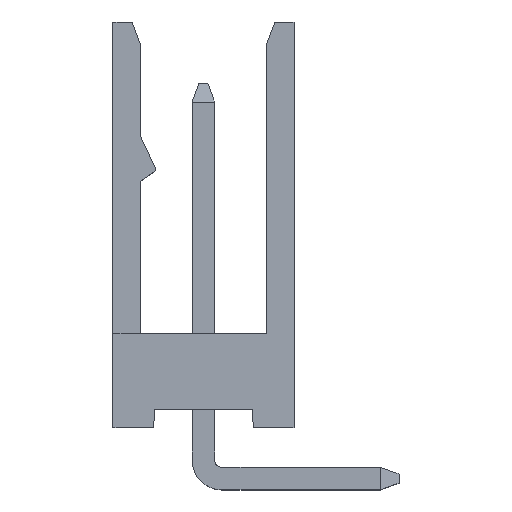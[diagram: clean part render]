
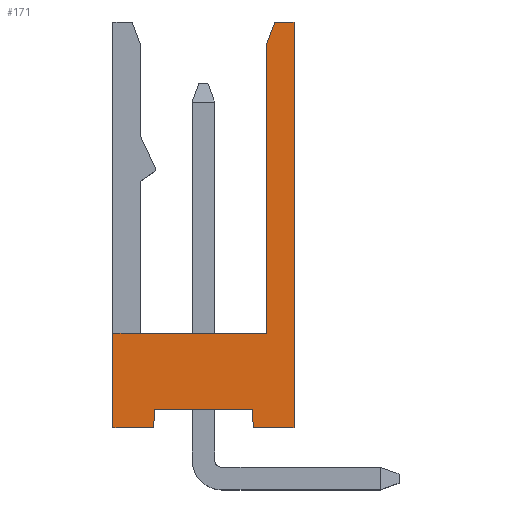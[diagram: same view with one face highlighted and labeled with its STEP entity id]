
A CAD part, top view. The second image highlights one B-rep face of the part: STEP entity #171.
In plain terms, the highlighted planar face has unit normal (0, 0, 1).
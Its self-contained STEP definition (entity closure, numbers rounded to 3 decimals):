
#171=ADVANCED_FACE('',(#336),#2842,.T.);
#336=FACE_OUTER_BOUND('',#501,.T.);
#501=EDGE_LOOP('',(#1374,#1375,#1376,#1377,#1378,#1379,#1380,#1381,#1382,
#1383,#1384));
#1374=ORIENTED_EDGE('',*,*,#1887,.F.);
#1375=ORIENTED_EDGE('',*,*,#1898,.F.);
#1376=ORIENTED_EDGE('',*,*,#1907,.F.);
#1377=ORIENTED_EDGE('',*,*,#1871,.T.);
#1378=ORIENTED_EDGE('',*,*,#1904,.F.);
#1379=ORIENTED_EDGE('',*,*,#1899,.F.);
#1380=ORIENTED_EDGE('',*,*,#1889,.F.);
#1381=ORIENTED_EDGE('',*,*,#1897,.F.);
#1382=ORIENTED_EDGE('',*,*,#1896,.T.);
#1383=ORIENTED_EDGE('',*,*,#1892,.T.);
#1384=ORIENTED_EDGE('',*,*,#1876,.T.);
#1871=EDGE_CURVE('',#2673,#2672,#2342,.T.);
#1876=EDGE_CURVE('',#2678,#2677,#2347,.T.);
#1887=EDGE_CURVE('',#2683,#2677,#2358,.T.);
#1889=EDGE_CURVE('',#2684,#2685,#2360,.T.);
#1892=EDGE_CURVE('',#2687,#2678,#2363,.T.);
#1896=EDGE_CURVE('',#2688,#2687,#2367,.T.);
#1897=EDGE_CURVE('',#2688,#2684,#2368,.T.);
#1898=EDGE_CURVE('',#2689,#2683,#2369,.T.);
#1899=EDGE_CURVE('',#2685,#2690,#2370,.T.);
#1904=EDGE_CURVE('',#2690,#2672,#2375,.T.);
#1907=EDGE_CURVE('',#2673,#2689,#2378,.T.);
#2342=B_SPLINE_CURVE_WITH_KNOTS('',1,(#4687,#4688),.UNSPECIFIED.,.F.,.F.,
(2,2),(0.,2.7),.UNSPECIFIED.);
#2347=B_SPLINE_CURVE_WITH_KNOTS('',1,(#4697,#4698),.UNSPECIFIED.,.F.,.F.,
(2,2),(0.,4.25),.UNSPECIFIED.);
#2358=B_SPLINE_CURVE_WITH_KNOTS('',1,(#4719,#4720),.UNSPECIFIED.,.F.,.F.,
(2,2),(0.,2.6),.UNSPECIFIED.);
#2360=B_SPLINE_CURVE_WITH_KNOTS('',1,(#4723,#4724),.UNSPECIFIED.,.F.,.F.,
(2,2),(-11.2,0.),.UNSPECIFIED.);
#2363=B_SPLINE_CURVE_WITH_KNOTS('',1,(#4729,#4730),.UNSPECIFIED.,.F.,.F.,
(2,2),(-8.,0.),.UNSPECIFIED.);
#2367=B_SPLINE_CURVE_WITH_KNOTS('',1,(#4737,#4738),.UNSPECIFIED.,.F.,.F.,
(2,2),(-0.639,0.),.UNSPECIFIED.);
#2368=B_SPLINE_CURVE_WITH_KNOTS('',1,(#4739,#4740),.UNSPECIFIED.,.F.,.F.,
(2,2),(0.,0.532),.UNSPECIFIED.);
#2369=B_SPLINE_CURVE_WITH_KNOTS('',1,(#4741,#4742),.UNSPECIFIED.,.F.,.F.,
(2,2),(-1.124,0.),.UNSPECIFIED.);
#2370=B_SPLINE_CURVE_WITH_KNOTS('',1,(#4743,#4744),.UNSPECIFIED.,.F.,.F.,
(2,2),(-1.124,0.),.UNSPECIFIED.);
#2375=B_SPLINE_CURVE_WITH_KNOTS('',1,(#4753,#4754),.UNSPECIFIED.,.F.,.F.,
(2,2),(-0.501,0.),.UNSPECIFIED.);
#2378=B_SPLINE_CURVE_WITH_KNOTS('',1,(#4759,#4760),.UNSPECIFIED.,.F.,.F.,
(2,2),(-0.501,0.),.UNSPECIFIED.);
#2672=VERTEX_POINT('',#4550);
#2673=VERTEX_POINT('',#4551);
#2677=VERTEX_POINT('',#4555);
#2678=VERTEX_POINT('',#4556);
#2683=VERTEX_POINT('',#4561);
#2684=VERTEX_POINT('',#4562);
#2685=VERTEX_POINT('',#4563);
#2687=VERTEX_POINT('',#4565);
#2688=VERTEX_POINT('',#4566);
#2689=VERTEX_POINT('',#4567);
#2690=VERTEX_POINT('',#4568);
#2842=PLANE('',#3017);
#3017=AXIS2_PLACEMENT_3D('',#4449,#3175,$);
#3175=DIRECTION('',(0.,0.,1.));
#4449=CARTESIAN_POINT('',(-5.56,-1.18,1.42));
#4550=CARTESIAN_POINT('',(-1.15,0.5,1.42));
#4551=CARTESIAN_POINT('',(-3.85,0.5,1.42));
#4555=CARTESIAN_POINT('',(-5.,2.6,1.42));
#4556=CARTESIAN_POINT('',(-0.75,2.6,1.42));
#4561=CARTESIAN_POINT('',(-5.,0.,1.42));
#4562=CARTESIAN_POINT('',(0.,11.2,1.42));
#4563=CARTESIAN_POINT('',(0.,0.,1.42));
#4565=CARTESIAN_POINT('',(-0.75,10.6,1.42));
#4566=CARTESIAN_POINT('',(-0.532,11.2,1.42));
#4567=CARTESIAN_POINT('',(-3.876,0.,1.42));
#4568=CARTESIAN_POINT('',(-1.124,0.,1.42));
#4687=CARTESIAN_POINT('',(-3.85,0.5,1.42));
#4688=CARTESIAN_POINT('',(-1.15,0.5,1.42));
#4697=CARTESIAN_POINT('',(-0.75,2.6,1.42));
#4698=CARTESIAN_POINT('',(-5.,2.6,1.42));
#4719=CARTESIAN_POINT('',(-5.,0.,1.42));
#4720=CARTESIAN_POINT('',(-5.,2.6,1.42));
#4723=CARTESIAN_POINT('',(0.,11.2,1.42));
#4724=CARTESIAN_POINT('',(0.,0.,1.42));
#4729=CARTESIAN_POINT('',(-0.75,10.6,1.42));
#4730=CARTESIAN_POINT('',(-0.75,2.6,1.42));
#4737=CARTESIAN_POINT('',(-0.532,11.2,1.42));
#4738=CARTESIAN_POINT('',(-0.75,10.6,1.42));
#4739=CARTESIAN_POINT('',(-0.532,11.2,1.42));
#4740=CARTESIAN_POINT('',(0.,11.2,1.42));
#4741=CARTESIAN_POINT('',(-3.876,0.,1.42));
#4742=CARTESIAN_POINT('',(-5.,0.,1.42));
#4743=CARTESIAN_POINT('',(0.,0.,1.42));
#4744=CARTESIAN_POINT('',(-1.124,0.,1.42));
#4753=CARTESIAN_POINT('',(-1.124,0.,1.42));
#4754=CARTESIAN_POINT('',(-1.15,0.5,1.42));
#4759=CARTESIAN_POINT('',(-3.85,0.5,1.42));
#4760=CARTESIAN_POINT('',(-3.876,0.,1.42));
